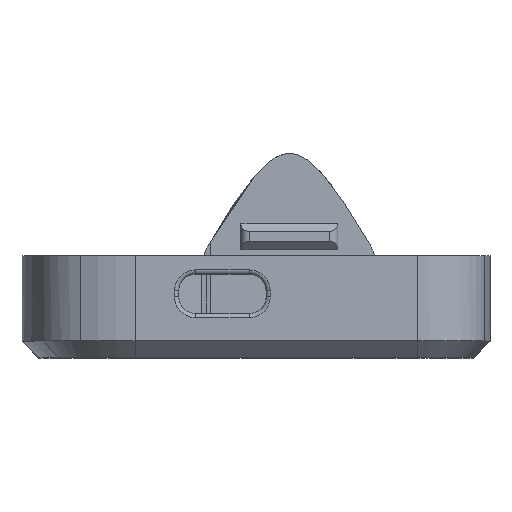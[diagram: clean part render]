
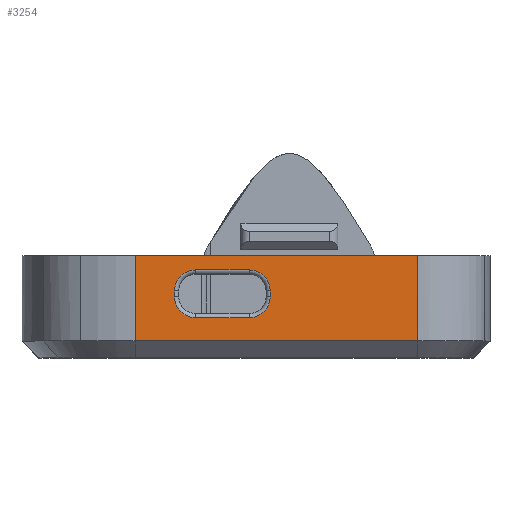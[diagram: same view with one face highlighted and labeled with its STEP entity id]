
A CAD part, top view. The second image highlights one B-rep face of the part: STEP entity #3254.
In plain terms, the highlighted planar face has unit normal (0, 0, 1).
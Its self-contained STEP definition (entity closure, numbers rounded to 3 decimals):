
#168=FACE_BOUND('',#499,.T.);
#183=PLANE('',#3520);
#297=FACE_OUTER_BOUND('',#498,.T.);
#498=EDGE_LOOP('',(#2365,#2366,#2367,#2368));
#499=EDGE_LOOP('',(#2369,#2370,#2371,#2372,#2373,#2374,#2375,#2376));
#720=LINE('',#4888,#991);
#721=LINE('',#4899,#992);
#723=LINE('',#4910,#994);
#725=LINE('',#4919,#996);
#732=LINE('',#4941,#1003);
#733=LINE('',#4943,#1004);
#734=LINE('',#4945,#1005);
#735=LINE('',#4946,#1006);
#991=VECTOR('',#3931,10.);
#992=VECTOR('',#3944,10.);
#994=VECTOR('',#3958,10.);
#996=VECTOR('',#3970,10.);
#1003=VECTOR('',#3995,1000.);
#1004=VECTOR('',#3996,1000.);
#1005=VECTOR('',#3997,10.);
#1006=VECTOR('',#3998,1000.);
#1258=CIRCLE('',#3497,2.5);
#1262=CIRCLE('',#3503,2.5);
#1266=CIRCLE('',#3509,2.5);
#1268=CIRCLE('',#3513,2.5);
#1436=VERTEX_POINT('',#4882);
#1438=VERTEX_POINT('',#4886);
#1440=VERTEX_POINT('',#4891);
#1442=VERTEX_POINT('',#4897);
#1444=VERTEX_POINT('',#4903);
#1445=VERTEX_POINT('',#4908);
#1446=VERTEX_POINT('',#4913);
#1447=VERTEX_POINT('',#4917);
#1452=VERTEX_POINT('',#4939);
#1453=VERTEX_POINT('',#4940);
#1454=VERTEX_POINT('',#4942);
#1455=VERTEX_POINT('',#4944);
#1770=EDGE_CURVE('',#1438,#1436,#720,.T.);
#1772=EDGE_CURVE('',#1440,#1438,#1258,.T.);
#1775=EDGE_CURVE('',#1442,#1440,#721,.T.);
#1778=EDGE_CURVE('',#1444,#1442,#1262,.T.);
#1781=EDGE_CURVE('',#1445,#1444,#723,.T.);
#1784=EDGE_CURVE('',#1446,#1445,#1266,.T.);
#1786=EDGE_CURVE('',#1447,#1446,#725,.T.);
#1787=EDGE_CURVE('',#1436,#1447,#1268,.T.);
#1796=EDGE_CURVE('',#1452,#1453,#732,.T.);
#1797=EDGE_CURVE('',#1454,#1453,#733,.T.);
#1798=EDGE_CURVE('',#1455,#1454,#734,.T.);
#1799=EDGE_CURVE('',#1455,#1452,#735,.T.);
#2365=ORIENTED_EDGE('',*,*,#1796,.T.);
#2366=ORIENTED_EDGE('',*,*,#1797,.F.);
#2367=ORIENTED_EDGE('',*,*,#1798,.F.);
#2368=ORIENTED_EDGE('',*,*,#1799,.T.);
#2369=ORIENTED_EDGE('',*,*,#1770,.F.);
#2370=ORIENTED_EDGE('',*,*,#1772,.F.);
#2371=ORIENTED_EDGE('',*,*,#1775,.F.);
#2372=ORIENTED_EDGE('',*,*,#1778,.F.);
#2373=ORIENTED_EDGE('',*,*,#1781,.F.);
#2374=ORIENTED_EDGE('',*,*,#1784,.F.);
#2375=ORIENTED_EDGE('',*,*,#1786,.F.);
#2376=ORIENTED_EDGE('',*,*,#1787,.F.);
#3254=ADVANCED_FACE('',(#297,#168),#183,.F.);
#3497=AXIS2_PLACEMENT_3D('',#4893,#3936,#3937);
#3503=AXIS2_PLACEMENT_3D('',#4905,#3950,#3951);
#3509=AXIS2_PLACEMENT_3D('',#4915,#3964,#3965);
#3513=AXIS2_PLACEMENT_3D('',#4921,#3973,#3974);
#3520=AXIS2_PLACEMENT_3D('',#4938,#3993,#3994);
#3931=DIRECTION('',(0.,1.,0.));
#3936=DIRECTION('center_axis',(0.,0.,1.));
#3937=DIRECTION('ref_axis',(0.707,-0.707,0.));
#3944=DIRECTION('',(1.,0.,0.));
#3950=DIRECTION('center_axis',(0.,0.,1.));
#3951=DIRECTION('ref_axis',(-0.707,-0.707,0.));
#3958=DIRECTION('',(0.,-1.,0.));
#3964=DIRECTION('center_axis',(0.,0.,1.));
#3965=DIRECTION('ref_axis',(-0.707,0.707,0.));
#3970=DIRECTION('',(-1.,0.,0.));
#3973=DIRECTION('center_axis',(0.,0.,1.));
#3974=DIRECTION('ref_axis',(0.707,0.707,0.));
#3993=DIRECTION('center_axis',(0.,0.,-1.));
#3994=DIRECTION('ref_axis',(-1.,0.,0.));
#3995=DIRECTION('',(1.,0.,0.));
#3996=DIRECTION('',(0.,-1.,0.));
#3997=DIRECTION('',(1.,0.,0.));
#3998=DIRECTION('',(0.,-1.,0.));
#4882=CARTESIAN_POINT('',(-5.775,-20.9,28.109));
#4886=CARTESIAN_POINT('',(-5.775,-21.61,28.109));
#4888=CARTESIAN_POINT('',(-5.775,-18.793,28.109));
#4891=CARTESIAN_POINT('',(-8.275,-24.11,28.109));
#4893=CARTESIAN_POINT('Origin',(-8.275,-21.61,28.109));
#4897=CARTESIAN_POINT('',(-14.715,-24.11,28.109));
#4899=CARTESIAN_POINT('',(-15.11,-24.11,28.109));
#4903=CARTESIAN_POINT('',(-17.215,-21.61,28.109));
#4905=CARTESIAN_POINT('Origin',(-14.715,-21.61,28.109));
#4908=CARTESIAN_POINT('',(-17.215,-20.9,28.109));
#4910=CARTESIAN_POINT('',(-17.215,-19.148,28.109));
#4913=CARTESIAN_POINT('',(-14.715,-18.4,28.109));
#4915=CARTESIAN_POINT('Origin',(-14.715,-20.9,28.109));
#4917=CARTESIAN_POINT('',(-8.275,-18.4,28.109));
#4919=CARTESIAN_POINT('',(-18.33,-18.4,28.109));
#4921=CARTESIAN_POINT('Origin',(-8.275,-20.9,28.109));
#4938=CARTESIAN_POINT('Origin',(-21.946,-16.685,28.109));
#4939=CARTESIAN_POINT('',(-21.946,-26.885,28.109));
#4940=CARTESIAN_POINT('',(11.878,-26.885,28.109));
#4941=CARTESIAN_POINT('',(11.878,-26.885,28.109));
#4942=CARTESIAN_POINT('',(11.878,-16.685,28.109));
#4943=CARTESIAN_POINT('',(11.878,-16.685,28.109));
#4944=CARTESIAN_POINT('',(-21.946,-16.685,28.109));
#4945=CARTESIAN_POINT('',(-26.47,-16.685,28.109));
#4946=CARTESIAN_POINT('',(-21.946,-16.685,28.109));
